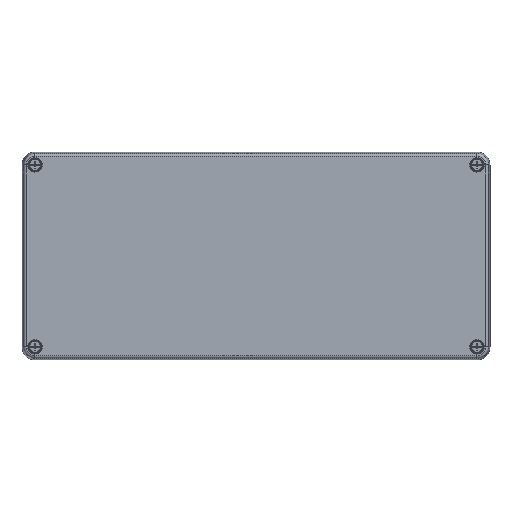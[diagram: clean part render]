
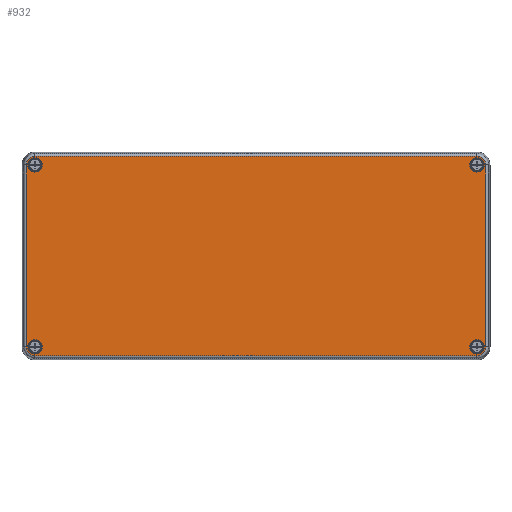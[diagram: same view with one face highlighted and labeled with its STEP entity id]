
A CAD part, top view. The second image highlights one B-rep face of the part: STEP entity #932.
In plain terms, the highlighted planar face has unit normal (0, 0, 1).
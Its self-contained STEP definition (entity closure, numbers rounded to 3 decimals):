
#932 = ADVANCED_FACE( '', ( #1955, #1956, #1957, #1958, #1959 ), #1960, .F. );
#1955 = FACE_BOUND( '', #3017, .T. );
#1956 = FACE_BOUND( '', #3018, .T. );
#1957 = FACE_BOUND( '', #3019, .T. );
#1958 = FACE_BOUND( '', #3020, .T. );
#1959 = FACE_OUTER_BOUND( '', #3021, .T. );
#1960 = PLANE( '', #3022 );
#3017 = EDGE_LOOP( '', ( #5438 ) );
#3018 = EDGE_LOOP( '', ( #5439 ) );
#3019 = EDGE_LOOP( '', ( #5440 ) );
#3020 = EDGE_LOOP( '', ( #5441 ) );
#3021 = EDGE_LOOP( '', ( #5442, #5443, #5444, #5445, #5446, #5447, #5448, #5449 ) );
#3022 = AXIS2_PLACEMENT_3D( '', #5450, #5451, #5452 );
#5438 = ORIENTED_EDGE( '', *, *, #6868, .F. );
#5439 = ORIENTED_EDGE( '', *, *, #6501, .F. );
#5440 = ORIENTED_EDGE( '', *, *, #6366, .F. );
#5441 = ORIENTED_EDGE( '', *, *, #6304, .F. );
#5442 = ORIENTED_EDGE( '', *, *, #6831, .F. );
#5443 = ORIENTED_EDGE( '', *, *, #6475, .F. );
#5444 = ORIENTED_EDGE( '', *, *, #6594, .T. );
#5445 = ORIENTED_EDGE( '', *, *, #6525, .F. );
#5446 = ORIENTED_EDGE( '', *, *, #6167, .T. );
#5447 = ORIENTED_EDGE( '', *, *, #5934, .T. );
#5448 = ORIENTED_EDGE( '', *, *, #6791, .F. );
#5449 = ORIENTED_EDGE( '', *, *, #6353, .T. );
#5450 = CARTESIAN_POINT( '', ( 170., 76.736, 20. ) );
#5451 = DIRECTION( '', ( 0., 0., -1. ) );
#5452 = DIRECTION( '', ( -1., 0., 0. ) );
#5934 = EDGE_CURVE( '', #6994, #6992, #6995, .T. );
#6167 = EDGE_CURVE( '', #7396, #6994, #7397, .T. );
#6304 = EDGE_CURVE( '', #7622, #7622, #7623, .T. );
#6353 = EDGE_CURVE( '', #7699, #7697, #7700, .T. );
#6366 = EDGE_CURVE( '', #7715, #7715, #7716, .T. );
#6475 = EDGE_CURVE( '', #7896, #7893, #7898, .T. );
#6501 = EDGE_CURVE( '', #7932, #7932, #7933, .T. );
#6525 = EDGE_CURVE( '', #7396, #7967, #7970, .T. );
#6594 = EDGE_CURVE( '', #7896, #7967, #8059, .T. );
#6791 = EDGE_CURVE( '', #7699, #6992, #8313, .T. );
#6831 = EDGE_CURVE( '', #7893, #7697, #8358, .T. );
#6868 = EDGE_CURVE( '', #8398, #8398, #8399, .T. );
#6992 = VERTEX_POINT( '', #8536 );
#6994 = VERTEX_POINT( '', #8538 );
#6995 = LINE( '', #8539, #8540 );
#7396 = VERTEX_POINT( '', #9070 );
#7397 = CIRCLE( '', #9071, 6.736 );
#7622 = VERTEX_POINT( '', #9368 );
#7623 = CIRCLE( '', #9369, 5.5 );
#7697 = VERTEX_POINT( '', #9458 );
#7699 = VERTEX_POINT( '', #9460 );
#7700 = LINE( '', #9461, #9462 );
#7715 = VERTEX_POINT( '', #9482 );
#7716 = CIRCLE( '', #9483, 5.5 );
#7893 = VERTEX_POINT( '', #9703 );
#7896 = VERTEX_POINT( '', #9707 );
#7898 = LINE( '', #9709, #9710 );
#7932 = VERTEX_POINT( '', #9756 );
#7933 = CIRCLE( '', #9757, 5.5 );
#7967 = VERTEX_POINT( '', #9799 );
#7970 = LINE( '', #9803, #9804 );
#8059 = CIRCLE( '', #9924, 6.736 );
#8313 = CIRCLE( '', #10260, 6.736 );
#8358 = CIRCLE( '', #10320, 6.736 );
#8398 = VERTEX_POINT( '', #10371 );
#8399 = CIRCLE( '', #10372, 5.5 );
#8536 = CARTESIAN_POINT( '', ( -170., 76.736, 20. ) );
#8538 = CARTESIAN_POINT( '', ( 170., 76.736, 20. ) );
#8539 = CARTESIAN_POINT( '', ( 170., 76.736, 20. ) );
#8540 = VECTOR( '', #10499, 1000. );
#9070 = CARTESIAN_POINT( '', ( 176.736, 70., 20. ) );
#9071 = AXIS2_PLACEMENT_3D( '', #10819, #10820, #10821 );
#9368 = CARTESIAN_POINT( '', ( 175.5, 70., 20. ) );
#9369 = AXIS2_PLACEMENT_3D( '', #11049, #11050, #11051 );
#9458 = CARTESIAN_POINT( '', ( -176.736, -70., 20. ) );
#9460 = CARTESIAN_POINT( '', ( -176.736, 70., 20. ) );
#9461 = CARTESIAN_POINT( '', ( -176.736, 70., 20. ) );
#9462 = VECTOR( '', #11127, 1000. );
#9482 = CARTESIAN_POINT( '', ( -164.5, 70., 20. ) );
#9483 = AXIS2_PLACEMENT_3D( '', #11139, #11140, #11141 );
#9703 = CARTESIAN_POINT( '', ( -170., -76.736, 20. ) );
#9707 = CARTESIAN_POINT( '', ( 170., -76.736, 20. ) );
#9709 = CARTESIAN_POINT( '', ( 170., -76.736, 20. ) );
#9710 = VECTOR( '', #11327, 1000. );
#9756 = CARTESIAN_POINT( '', ( 175.5, -70., 20. ) );
#9757 = AXIS2_PLACEMENT_3D( '', #11352, #11353, #11354 );
#9799 = CARTESIAN_POINT( '', ( 176.736, -70., 20. ) );
#9803 = CARTESIAN_POINT( '', ( 176.736, 70., 20. ) );
#9804 = VECTOR( '', #11388, 1000. );
#9924 = AXIS2_PLACEMENT_3D( '', #11465, #11466, #11467 );
#10260 = AXIS2_PLACEMENT_3D( '', #11688, #11689, #11690 );
#10320 = AXIS2_PLACEMENT_3D( '', #11731, #11732, #11733 );
#10371 = CARTESIAN_POINT( '', ( -164.5, -70., 20. ) );
#10372 = AXIS2_PLACEMENT_3D( '', #11754, #11755, #11756 );
#10499 = DIRECTION( '', ( -1., 0., 0. ) );
#10819 = CARTESIAN_POINT( '', ( 170., 70., 20. ) );
#10820 = DIRECTION( '', ( 0., 0., 1. ) );
#10821 = DIRECTION( '', ( 1., 0., 0. ) );
#11049 = CARTESIAN_POINT( '', ( 170., 70., 20. ) );
#11050 = DIRECTION( '', ( 0., 0., 1. ) );
#11051 = DIRECTION( '', ( 1., 0., 0. ) );
#11127 = DIRECTION( '', ( 0., -1., 0. ) );
#11139 = CARTESIAN_POINT( '', ( -170., 70., 20. ) );
#11140 = DIRECTION( '', ( 0., 0., 1. ) );
#11141 = DIRECTION( '', ( 1., 0., 0. ) );
#11327 = DIRECTION( '', ( -1., 0., 0. ) );
#11352 = CARTESIAN_POINT( '', ( 170., -70., 20. ) );
#11353 = DIRECTION( '', ( 0., 0., 1. ) );
#11354 = DIRECTION( '', ( 1., 0., 0. ) );
#11388 = DIRECTION( '', ( 0., -1., 0. ) );
#11465 = CARTESIAN_POINT( '', ( 170., -70., 20. ) );
#11466 = DIRECTION( '', ( 0., 0., 1. ) );
#11467 = DIRECTION( '', ( 1., 0., 0. ) );
#11688 = CARTESIAN_POINT( '', ( -170., 70., 20. ) );
#11689 = DIRECTION( '', ( 0., 0., -1. ) );
#11690 = DIRECTION( '', ( -1., 0., 0. ) );
#11731 = CARTESIAN_POINT( '', ( -170., -70., 20. ) );
#11732 = DIRECTION( '', ( 0., 0., -1. ) );
#11733 = DIRECTION( '', ( -1., 0., 0. ) );
#11754 = CARTESIAN_POINT( '', ( -170., -70., 20. ) );
#11755 = DIRECTION( '', ( 0., 0., 1. ) );
#11756 = DIRECTION( '', ( 1., 0., 0. ) );
